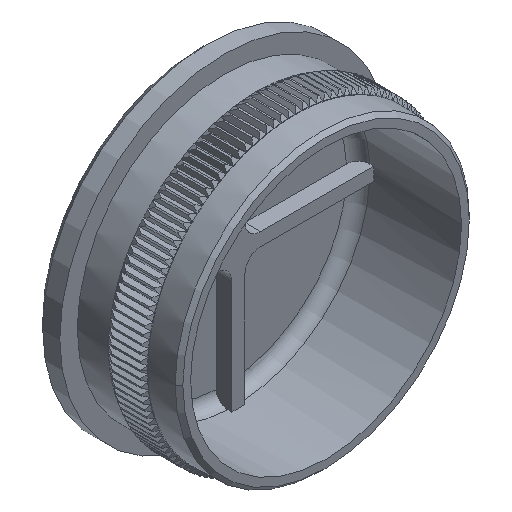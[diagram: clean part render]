
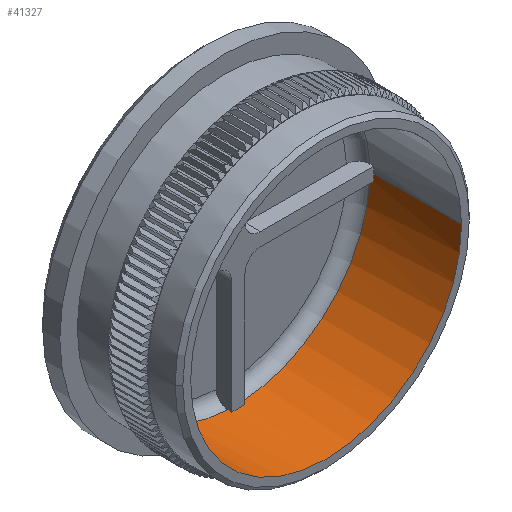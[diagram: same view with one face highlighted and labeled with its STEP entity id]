
A CAD part, isometric view. The second image highlights one B-rep face of the part: STEP entity #41327.
In plain terms, the highlighted cylindrical face has radius 17.45 mm (diameter 34.9 mm), a partial arc.
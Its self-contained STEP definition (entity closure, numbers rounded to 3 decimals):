
#116 = ORIENTED_EDGE ( 'NONE', *, *, #11355, .T. ) ;
#272 = LINE ( 'NONE', #25822, #41825 ) ;
#1771 = CARTESIAN_POINT ( 'NONE',  ( -17.429, 11.8, -0.85 ) ) ;
#2208 = CARTESIAN_POINT ( 'NONE',  ( 0., 11.3, 0. ) ) ;
#2424 = DIRECTION ( 'NONE',  ( 0., 1., 0. ) ) ;
#2858 = DIRECTION ( 'NONE',  ( 0., 1., 0. ) ) ;
#3010 = VERTEX_POINT ( 'NONE', #1771 ) ;
#3160 = DIRECTION ( 'NONE',  ( 0., -1., 0. ) ) ;
#3225 = FACE_OUTER_BOUND ( 'NONE', #13577, .T. ) ;
#3451 = DIRECTION ( 'NONE',  ( 0., -1., 0. ) ) ;
#4142 = EDGE_CURVE ( 'NONE', #33088, #21667, #31109, .T. ) ;
#4530 = VERTEX_POINT ( 'NONE', #16397 ) ;
#4537 = VERTEX_POINT ( 'NONE', #23135 ) ;
#4976 = EDGE_CURVE ( 'NONE', #33088, #30703, #44247, .T. ) ;
#6329 = ORIENTED_EDGE ( 'NONE', *, *, #9500, .F. ) ;
#6564 = DIRECTION ( 'NONE',  ( 1., 0., 0. ) ) ;
#6599 = CIRCLE ( 'NONE', #28302, 17.45 ) ;
#6988 = LINE ( 'NONE', #27187, #28243 ) ;
#8891 = CARTESIAN_POINT ( 'NONE',  ( -17.45, 13.3, 0. ) ) ;
#8975 = CARTESIAN_POINT ( 'NONE',  ( 0., 13.3, 0. ) ) ;
#9468 = EDGE_CURVE ( 'NONE', #27651, #26011, #17180, .T. ) ;
#9500 = EDGE_CURVE ( 'NONE', #9795, #4530, #11773, .T. ) ;
#9795 = VERTEX_POINT ( 'NONE', #33511 ) ;
#10016 = DIRECTION ( 'NONE',  ( 0., 1., 0. ) ) ;
#10911 = CYLINDRICAL_SURFACE ( 'NONE', #16019, 17.45 ) ;
#11355 = EDGE_CURVE ( 'NONE', #42449, #3010, #43353, .T. ) ;
#11733 = ORIENTED_EDGE ( 'NONE', *, *, #4976, .T. ) ;
#11738 = AXIS2_PLACEMENT_3D ( 'NONE', #2208, #26669, #30444 ) ;
#11773 = CIRCLE ( 'NONE', #20434, 17.45 ) ;
#12044 = VERTEX_POINT ( 'NONE', #24488 ) ;
#13577 = EDGE_LOOP ( 'NONE', ( #45178, #11733, #15404, #32133, #34311, #25687, #27279, #30775, #6329, #18168, #116, #26464 ) ) ;
#13929 = EDGE_CURVE ( 'NONE', #4530, #12044, #18571, .T. ) ;
#15019 = AXIS2_PLACEMENT_3D ( 'NONE', #37414, #40604, #40765 ) ;
#15404 = ORIENTED_EDGE ( 'NONE', *, *, #40255, .T. ) ;
#16019 = AXIS2_PLACEMENT_3D ( 'NONE', #8975, #19767, #19313 ) ;
#16397 = CARTESIAN_POINT ( 'NONE',  ( 0.85, 11.3, -17.429 ) ) ;
#16642 = DIRECTION ( 'NONE',  ( 1., 0., 0. ) ) ;
#17180 = LINE ( 'NONE', #30934, #41221 ) ;
#18168 = ORIENTED_EDGE ( 'NONE', *, *, #37522, .T. ) ;
#18571 = LINE ( 'NONE', #23907, #39342 ) ;
#18933 = CARTESIAN_POINT ( 'NONE',  ( -0.85, 11.8, -17.429 ) ) ;
#19313 = DIRECTION ( 'NONE',  ( 1., 0., 0. ) ) ;
#19767 = DIRECTION ( 'NONE',  ( 0., -1., 0. ) ) ;
#20141 = CARTESIAN_POINT ( 'NONE',  ( 0., 11.8, 0. ) ) ;
#20434 = AXIS2_PLACEMENT_3D ( 'NONE', #21344, #3451, #21495 ) ;
#20441 = CARTESIAN_POINT ( 'NONE',  ( 0., 0., 0. ) ) ;
#21344 = CARTESIAN_POINT ( 'NONE',  ( 0., 11.3, 0. ) ) ;
#21495 = DIRECTION ( 'NONE',  ( 1., 0., 0. ) ) ;
#21667 = VERTEX_POINT ( 'NONE', #31739 ) ;
#22758 = EDGE_CURVE ( 'NONE', #21667, #3010, #6988, .T. ) ;
#23135 = CARTESIAN_POINT ( 'NONE',  ( 17.429, 11.8, -0.85 ) ) ;
#23907 = CARTESIAN_POINT ( 'NONE',  ( 0.85, 11.3, -17.429 ) ) ;
#24488 = CARTESIAN_POINT ( 'NONE',  ( 0.85, 11.8, -17.429 ) ) ;
#25687 = ORIENTED_EDGE ( 'NONE', *, *, #30882, .T. ) ;
#25822 = CARTESIAN_POINT ( 'NONE',  ( 17.429, 11.3, -0.85 ) ) ;
#26011 = VERTEX_POINT ( 'NONE', #32112 ) ;
#26280 = DIRECTION ( 'NONE',  ( 0., -1., 0. ) ) ;
#26464 = ORIENTED_EDGE ( 'NONE', *, *, #22758, .F. ) ;
#26669 = DIRECTION ( 'NONE',  ( 0., -1., 0. ) ) ;
#27148 = AXIS2_PLACEMENT_3D ( 'NONE', #39152, #36106, #28914 ) ;
#27187 = CARTESIAN_POINT ( 'NONE',  ( -17.429, 11.3, -0.85 ) ) ;
#27279 = ORIENTED_EDGE ( 'NONE', *, *, #31559, .T. ) ;
#27651 = VERTEX_POINT ( 'NONE', #43795 ) ;
#27954 = CARTESIAN_POINT ( 'NONE',  ( -0.85, 11.3, -17.429 ) ) ;
#28243 = VECTOR ( 'NONE', #2424, 1000. ) ;
#28302 = AXIS2_PLACEMENT_3D ( 'NONE', #20441, #3160, #6564 ) ;
#28914 = DIRECTION ( 'NONE',  ( 1., 0., 0. ) ) ;
#29579 = VERTEX_POINT ( 'NONE', #35771 ) ;
#30444 = DIRECTION ( 'NONE',  ( 1., 0., 0. ) ) ;
#30703 = VERTEX_POINT ( 'NONE', #38349 ) ;
#30775 = ORIENTED_EDGE ( 'NONE', *, *, #13929, .F. ) ;
#30882 = EDGE_CURVE ( 'NONE', #29579, #4537, #272, .T. ) ;
#30934 = CARTESIAN_POINT ( 'NONE',  ( 17.45, 13.3, 0. ) ) ;
#31109 = CIRCLE ( 'NONE', #15019, 17.45 ) ;
#31559 = EDGE_CURVE ( 'NONE', #4537, #12044, #43976, .T. ) ;
#31739 = CARTESIAN_POINT ( 'NONE',  ( -17.429, 11.3, -0.85 ) ) ;
#32112 = CARTESIAN_POINT ( 'NONE',  ( 17.45, 0., 0. ) ) ;
#32133 = ORIENTED_EDGE ( 'NONE', *, *, #9468, .F. ) ;
#33088 = VERTEX_POINT ( 'NONE', #45315 ) ;
#33113 = DIRECTION ( 'NONE',  ( 0., 1., 0. ) ) ;
#33511 = CARTESIAN_POINT ( 'NONE',  ( -0.85, 11.3, -17.429 ) ) ;
#33850 = VECTOR ( 'NONE', #26280, 1000. ) ;
#34311 = ORIENTED_EDGE ( 'NONE', *, *, #44348, .F. ) ;
#35771 = CARTESIAN_POINT ( 'NONE',  ( 17.429, 11.3, -0.85 ) ) ;
#36106 = DIRECTION ( 'NONE',  ( 0., 1., 0. ) ) ;
#37259 = LINE ( 'NONE', #27954, #41650 ) ;
#37414 = CARTESIAN_POINT ( 'NONE',  ( 0., 11.3, 0. ) ) ;
#37522 = EDGE_CURVE ( 'NONE', #9795, #42449, #37259, .T. ) ;
#38006 = CIRCLE ( 'NONE', #11738, 17.45 ) ;
#38349 = CARTESIAN_POINT ( 'NONE',  ( -17.45, 0., 0. ) ) ;
#38363 = DIRECTION ( 'NONE',  ( 0., 1., 0. ) ) ;
#39152 = CARTESIAN_POINT ( 'NONE',  ( 0., 11.8, 0. ) ) ;
#39342 = VECTOR ( 'NONE', #10016, 1000. ) ;
#40255 = EDGE_CURVE ( 'NONE', #30703, #26011, #6599, .T. ) ;
#40604 = DIRECTION ( 'NONE',  ( 0., -1., 0. ) ) ;
#40765 = DIRECTION ( 'NONE',  ( 1., 0., 0. ) ) ;
#41221 = VECTOR ( 'NONE', #41493, 1000. ) ;
#41327 = ADVANCED_FACE ( 'NONE', ( #3225 ), #10911, .F. ) ;
#41493 = DIRECTION ( 'NONE',  ( 0., -1., 0. ) ) ;
#41650 = VECTOR ( 'NONE', #38363, 1000. ) ;
#41825 = VECTOR ( 'NONE', #33113, 1000. ) ;
#42449 = VERTEX_POINT ( 'NONE', #18933 ) ;
#43353 = CIRCLE ( 'NONE', #43917, 17.45 ) ;
#43795 = CARTESIAN_POINT ( 'NONE',  ( 17.45, 11.3, 0. ) ) ;
#43917 = AXIS2_PLACEMENT_3D ( 'NONE', #20141, #2858, #16642 ) ;
#43976 = CIRCLE ( 'NONE', #27148, 17.45 ) ;
#44247 = LINE ( 'NONE', #8891, #33850 ) ;
#44348 = EDGE_CURVE ( 'NONE', #29579, #27651, #38006, .T. ) ;
#45178 = ORIENTED_EDGE ( 'NONE', *, *, #4142, .F. ) ;
#45315 = CARTESIAN_POINT ( 'NONE',  ( -17.45, 11.3, 0. ) ) ;
